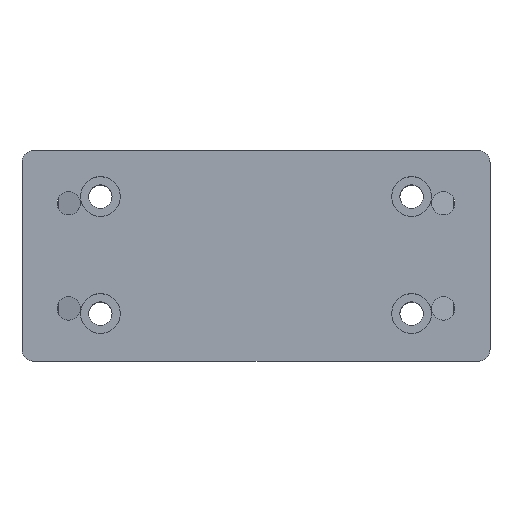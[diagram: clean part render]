
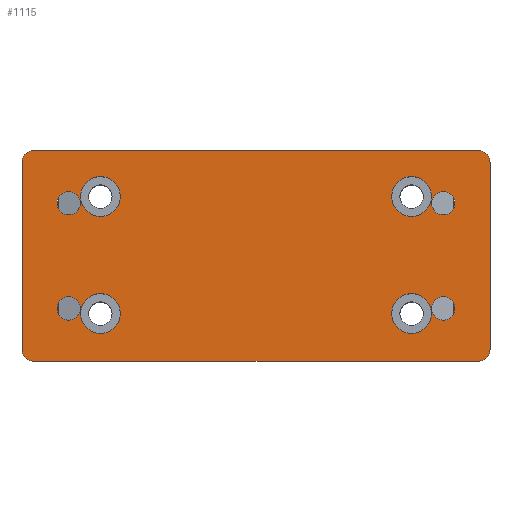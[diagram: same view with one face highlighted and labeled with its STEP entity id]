
A CAD part, top view. The second image highlights one B-rep face of the part: STEP entity #1115.
In plain terms, the highlighted planar face has unit normal (0, 0, 1).
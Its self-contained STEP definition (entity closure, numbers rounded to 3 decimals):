
#20=PLANE('',#1195);
#45=FACE_BOUND('',#144,.T.);
#46=FACE_BOUND('',#145,.T.);
#47=FACE_BOUND('',#146,.T.);
#48=FACE_BOUND('',#147,.T.);
#49=FACE_BOUND('',#148,.T.);
#50=FACE_BOUND('',#149,.T.);
#51=FACE_BOUND('',#150,.T.);
#52=FACE_BOUND('',#151,.T.);
#76=FACE_OUTER_BOUND('',#143,.T.);
#143=EDGE_LOOP('',(#786,#787,#788,#789,#790,#791,#792,#793));
#144=EDGE_LOOP('',(#794));
#145=EDGE_LOOP('',(#795));
#146=EDGE_LOOP('',(#796));
#147=EDGE_LOOP('',(#797));
#148=EDGE_LOOP('',(#798));
#149=EDGE_LOOP('',(#799));
#150=EDGE_LOOP('',(#800));
#151=EDGE_LOOP('',(#801));
#230=LINE('',#1874,#307);
#231=LINE('',#1878,#308);
#232=LINE('',#1882,#309);
#233=LINE('',#1885,#310);
#307=VECTOR('',#1340,10.);
#308=VECTOR('',#1343,10.);
#309=VECTOR('',#1346,10.);
#310=VECTOR('',#1349,10.);
#380=CIRCLE('',#1196,5.);
#381=CIRCLE('',#1197,5.);
#382=CIRCLE('',#1198,5.);
#383=CIRCLE('',#1199,5.);
#384=CIRCLE('',#1200,8.5);
#385=CIRCLE('',#1201,8.5);
#386=CIRCLE('',#1202,8.5);
#387=CIRCLE('',#1203,8.5);
#388=CIRCLE('',#1204,5.);
#389=CIRCLE('',#1205,5.);
#390=CIRCLE('',#1206,5.);
#391=CIRCLE('',#1207,5.);
#488=VERTEX_POINT('',#1870);
#489=VERTEX_POINT('',#1871);
#490=VERTEX_POINT('',#1873);
#491=VERTEX_POINT('',#1875);
#492=VERTEX_POINT('',#1877);
#493=VERTEX_POINT('',#1879);
#494=VERTEX_POINT('',#1881);
#495=VERTEX_POINT('',#1883);
#496=VERTEX_POINT('',#1886);
#497=VERTEX_POINT('',#1888);
#498=VERTEX_POINT('',#1890);
#499=VERTEX_POINT('',#1892);
#500=VERTEX_POINT('',#1894);
#501=VERTEX_POINT('',#1896);
#502=VERTEX_POINT('',#1898);
#503=VERTEX_POINT('',#1900);
#606=EDGE_CURVE('',#488,#489,#380,.T.);
#607=EDGE_CURVE('',#490,#488,#230,.T.);
#608=EDGE_CURVE('',#491,#490,#381,.T.);
#609=EDGE_CURVE('',#492,#491,#231,.T.);
#610=EDGE_CURVE('',#493,#492,#382,.T.);
#611=EDGE_CURVE('',#494,#493,#232,.T.);
#612=EDGE_CURVE('',#495,#494,#383,.T.);
#613=EDGE_CURVE('',#489,#495,#233,.T.);
#614=EDGE_CURVE('',#496,#496,#384,.T.);
#615=EDGE_CURVE('',#497,#497,#385,.T.);
#616=EDGE_CURVE('',#498,#498,#386,.T.);
#617=EDGE_CURVE('',#499,#499,#387,.T.);
#618=EDGE_CURVE('',#500,#500,#388,.T.);
#619=EDGE_CURVE('',#501,#501,#389,.T.);
#620=EDGE_CURVE('',#502,#502,#390,.T.);
#621=EDGE_CURVE('',#503,#503,#391,.T.);
#786=ORIENTED_EDGE('',*,*,#606,.F.);
#787=ORIENTED_EDGE('',*,*,#607,.F.);
#788=ORIENTED_EDGE('',*,*,#608,.F.);
#789=ORIENTED_EDGE('',*,*,#609,.F.);
#790=ORIENTED_EDGE('',*,*,#610,.F.);
#791=ORIENTED_EDGE('',*,*,#611,.F.);
#792=ORIENTED_EDGE('',*,*,#612,.F.);
#793=ORIENTED_EDGE('',*,*,#613,.F.);
#794=ORIENTED_EDGE('',*,*,#614,.F.);
#795=ORIENTED_EDGE('',*,*,#615,.F.);
#796=ORIENTED_EDGE('',*,*,#616,.F.);
#797=ORIENTED_EDGE('',*,*,#617,.F.);
#798=ORIENTED_EDGE('',*,*,#618,.F.);
#799=ORIENTED_EDGE('',*,*,#619,.F.);
#800=ORIENTED_EDGE('',*,*,#620,.F.);
#801=ORIENTED_EDGE('',*,*,#621,.F.);
#1115=ADVANCED_FACE('',(#76,#45,#46,#47,#48,#49,#50,#51,#52),#20,.T.);
#1195=AXIS2_PLACEMENT_3D('',#1869,#1336,#1337);
#1196=AXIS2_PLACEMENT_3D('',#1872,#1338,#1339);
#1197=AXIS2_PLACEMENT_3D('',#1876,#1341,#1342);
#1198=AXIS2_PLACEMENT_3D('',#1880,#1344,#1345);
#1199=AXIS2_PLACEMENT_3D('',#1884,#1347,#1348);
#1200=AXIS2_PLACEMENT_3D('',#1887,#1350,#1351);
#1201=AXIS2_PLACEMENT_3D('',#1889,#1352,#1353);
#1202=AXIS2_PLACEMENT_3D('',#1891,#1354,#1355);
#1203=AXIS2_PLACEMENT_3D('',#1893,#1356,#1357);
#1204=AXIS2_PLACEMENT_3D('',#1895,#1358,#1359);
#1205=AXIS2_PLACEMENT_3D('',#1897,#1360,#1361);
#1206=AXIS2_PLACEMENT_3D('',#1899,#1362,#1363);
#1207=AXIS2_PLACEMENT_3D('',#1901,#1364,#1365);
#1336=DIRECTION('center_axis',(0.,0.,1.));
#1337=DIRECTION('ref_axis',(-1.,0.,0.));
#1338=DIRECTION('center_axis',(0.,0.,-1.));
#1339=DIRECTION('ref_axis',(-0.707,-0.707,0.));
#1340=DIRECTION('',(-1.,0.,0.));
#1341=DIRECTION('center_axis',(0.,0.,-1.));
#1342=DIRECTION('ref_axis',(0.707,-0.707,0.));
#1343=DIRECTION('',(0.,-1.,0.));
#1344=DIRECTION('center_axis',(0.,0.,-1.));
#1345=DIRECTION('ref_axis',(0.707,0.707,0.));
#1346=DIRECTION('',(1.,0.,0.));
#1347=DIRECTION('center_axis',(0.,0.,-1.));
#1348=DIRECTION('ref_axis',(-0.707,0.707,0.));
#1349=DIRECTION('',(0.,1.,0.));
#1350=DIRECTION('center_axis',(0.,0.,1.));
#1351=DIRECTION('ref_axis',(1.,0.,0.));
#1352=DIRECTION('center_axis',(0.,0.,1.));
#1353=DIRECTION('ref_axis',(1.,0.,0.));
#1354=DIRECTION('center_axis',(0.,0.,1.));
#1355=DIRECTION('ref_axis',(1.,0.,0.));
#1356=DIRECTION('center_axis',(0.,0.,1.));
#1357=DIRECTION('ref_axis',(1.,0.,0.));
#1358=DIRECTION('center_axis',(0.,0.,1.));
#1359=DIRECTION('ref_axis',(1.,0.,0.));
#1360=DIRECTION('center_axis',(0.,0.,1.));
#1361=DIRECTION('ref_axis',(1.,0.,0.));
#1362=DIRECTION('center_axis',(0.,0.,1.));
#1363=DIRECTION('ref_axis',(1.,0.,0.));
#1364=DIRECTION('center_axis',(0.,0.,1.));
#1365=DIRECTION('ref_axis',(1.,0.,0.));
#1869=CARTESIAN_POINT('Origin',(100.,90.,375.));
#1870=CARTESIAN_POINT('',(-95.,0.,375.));
#1871=CARTESIAN_POINT('',(-100.,5.,375.));
#1872=CARTESIAN_POINT('Origin',(-95.,5.,375.));
#1873=CARTESIAN_POINT('',(95.,0.,375.));
#1874=CARTESIAN_POINT('',(50.,0.,375.));
#1875=CARTESIAN_POINT('',(100.,5.,375.));
#1876=CARTESIAN_POINT('Origin',(95.,5.,375.));
#1877=CARTESIAN_POINT('',(100.,85.,375.));
#1878=CARTESIAN_POINT('',(100.,90.,375.));
#1879=CARTESIAN_POINT('',(95.,90.,375.));
#1880=CARTESIAN_POINT('Origin',(95.,85.,375.));
#1881=CARTESIAN_POINT('',(-95.,90.,375.));
#1882=CARTESIAN_POINT('',(50.,90.,375.));
#1883=CARTESIAN_POINT('',(-100.,85.,375.));
#1884=CARTESIAN_POINT('Origin',(-95.,85.,375.));
#1885=CARTESIAN_POINT('',(-100.,90.,375.));
#1886=CARTESIAN_POINT('',(-75.003,20.307,375.));
#1887=CARTESIAN_POINT('Origin',(-66.503,20.307,375.));
#1888=CARTESIAN_POINT('',(57.997,20.307,375.));
#1889=CARTESIAN_POINT('Origin',(66.497,20.307,375.));
#1890=CARTESIAN_POINT('',(-75.003,70.307,375.));
#1891=CARTESIAN_POINT('Origin',(-66.503,70.307,375.));
#1892=CARTESIAN_POINT('',(57.997,70.307,375.));
#1893=CARTESIAN_POINT('Origin',(66.497,70.307,375.));
#1894=CARTESIAN_POINT('',(-85.,22.5,375.));
#1895=CARTESIAN_POINT('Origin',(-80.,22.5,375.));
#1896=CARTESIAN_POINT('',(75.,67.5,375.));
#1897=CARTESIAN_POINT('Origin',(80.,67.5,375.));
#1898=CARTESIAN_POINT('',(-85.,67.5,375.));
#1899=CARTESIAN_POINT('Origin',(-80.,67.5,375.));
#1900=CARTESIAN_POINT('',(75.,22.5,375.));
#1901=CARTESIAN_POINT('Origin',(80.,22.5,375.));
